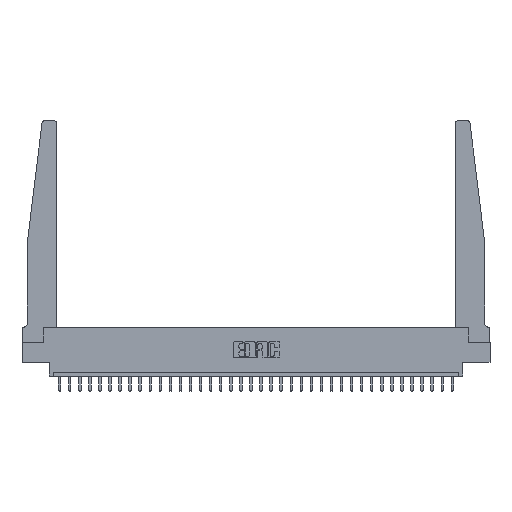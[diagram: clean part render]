
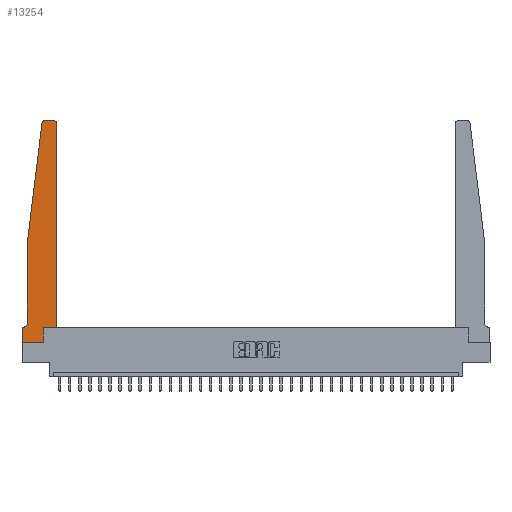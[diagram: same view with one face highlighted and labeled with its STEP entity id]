
A CAD part, top view. The second image highlights one B-rep face of the part: STEP entity #13254.
In plain terms, the highlighted planar face has unit normal (0, 0, 1).
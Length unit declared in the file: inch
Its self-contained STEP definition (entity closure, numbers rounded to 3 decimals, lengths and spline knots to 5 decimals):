
#259 = VECTOR ( 'NONE', #22382, 39.37008 ) ;
#865 = CARTESIAN_POINT ( 'NONE',  ( 0., 0.1875, 0.37 ) ) ;
#1360 = DIRECTION ( 'NONE',  ( -1., 0., 0. ) ) ;
#1385 = ORIENTED_EDGE ( 'NONE', *, *, #20258, .T. ) ;
#1413 = CARTESIAN_POINT ( 'NONE',  ( 0.395, 2.72, 0.37 ) ) ;
#1428 = VERTEX_POINT ( 'NONE', #27680 ) ;
#1651 = LINE ( 'NONE', #20480, #29350 ) ;
#1798 = VECTOR ( 'NONE', #1360, 39.37008 ) ;
#2273 = EDGE_CURVE ( 'NONE', #26226, #17014, #18257, .T. ) ;
#3323 = ORIENTED_EDGE ( 'NONE', *, *, #13809, .T. ) ;
#3531 = DIRECTION ( 'NONE',  ( 0., -1., 0. ) ) ;
#3886 = CARTESIAN_POINT ( 'NONE',  ( 0.24675, 2.72367, 0.37 ) ) ;
#4226 = DIRECTION ( 'NONE',  ( 0., 0., -1. ) ) ;
#4575 = LINE ( 'NONE', #13973, #11051 ) ;
#5560 = LINE ( 'NONE', #15114, #259 ) ;
#6146 = AXIS2_PLACEMENT_3D ( 'NONE', #1413, #20241, #8656 ) ;
#6314 = CARTESIAN_POINT ( 'NONE',  ( 0.065, 1.25, 0.37 ) ) ;
#6468 = LINE ( 'NONE', #6314, #9260 ) ;
#6836 = DIRECTION ( 'NONE',  ( -1., 0., 0. ) ) ;
#7043 = DIRECTION ( 'NONE',  ( 0., 1., 0. ) ) ;
#7253 = ORIENTED_EDGE ( 'NONE', *, *, #2273, .T. ) ;
#7319 = VERTEX_POINT ( 'NONE', #20116 ) ;
#7544 = EDGE_CURVE ( 'NONE', #16789, #7763, #25217, .T. ) ;
#7644 = EDGE_CURVE ( 'NONE', #11740, #7319, #20519, .T. ) ;
#7763 = VERTEX_POINT ( 'NONE', #20443 ) ;
#8656 = DIRECTION ( 'NONE',  ( 1., 0., 0. ) ) ;
#8931 = ORIENTED_EDGE ( 'NONE', *, *, #20154, .T. ) ;
#9260 = VECTOR ( 'NONE', #25755, 39.37008 ) ;
#9840 = ORIENTED_EDGE ( 'NONE', *, *, #7544, .T. ) ;
#10639 = ORIENTED_EDGE ( 'NONE', *, *, #7644, .T. ) ;
#11051 = VECTOR ( 'NONE', #7043, 39.37008 ) ;
#11535 = EDGE_CURVE ( 'NONE', #7763, #12157, #16912, .T. ) ;
#11624 = LINE ( 'NONE', #30060, #22926 ) ;
#11740 = VERTEX_POINT ( 'NONE', #20123 ) ;
#11882 = VECTOR ( 'NONE', #18367, 39.37008 ) ;
#12157 = VERTEX_POINT ( 'NONE', #3886 ) ;
#12827 = DIRECTION ( 'NONE',  ( 0., 0., 1. ) ) ;
#13254 = ADVANCED_FACE ( 'NONE', ( #17012 ), #21656, .T. ) ;
#13397 = EDGE_CURVE ( 'NONE', #17750, #16789, #19437, .T. ) ;
#13809 = EDGE_CURVE ( 'NONE', #7319, #17750, #5560, .T. ) ;
#13916 = CARTESIAN_POINT ( 'NONE',  ( 0.25, 2.75, 0.37 ) ) ;
#13973 = CARTESIAN_POINT ( 'NONE',  ( 0.2605, 0.18, 0.37 ) ) ;
#14683 = DIRECTION ( 'NONE',  ( 1., 0., 0. ) ) ;
#14763 = CARTESIAN_POINT ( 'NONE',  ( 0., 0., 0.37 ) ) ;
#14901 = CARTESIAN_POINT ( 'NONE',  ( 0.015, 0.1875, 0.37 ) ) ;
#15104 = CARTESIAN_POINT ( 'NONE',  ( 0., 0., 0.37 ) ) ;
#15114 = CARTESIAN_POINT ( 'NONE',  ( 0.425, 0.18, 0.37 ) ) ;
#16466 = CARTESIAN_POINT ( 'NONE',  ( 0.395, 2.75, 0.37 ) ) ;
#16486 = AXIS2_PLACEMENT_3D ( 'NONE', #28632, #21953, #14683 ) ;
#16789 = VERTEX_POINT ( 'NONE', #16466 ) ;
#16912 = CIRCLE ( 'NONE', #17912, 0.03 ) ;
#17012 = FACE_OUTER_BOUND ( 'NONE', #23495, .T. ) ;
#17014 = VERTEX_POINT ( 'NONE', #14901 ) ;
#17619 = DIRECTION ( 'NONE',  ( 1., 0., 0. ) ) ;
#17750 = VERTEX_POINT ( 'NONE', #21186 ) ;
#17912 = AXIS2_PLACEMENT_3D ( 'NONE', #22102, #12827, #17619 ) ;
#18257 = CIRCLE ( 'NONE', #28641, 0.05 ) ;
#18367 = DIRECTION ( 'NONE',  ( 1., 0., 0. ) ) ;
#18414 = EDGE_CURVE ( 'NONE', #23858, #28940, #27179, .T. ) ;
#18726 = DIRECTION ( 'NONE',  ( -1., 0., 0. ) ) ;
#18880 = VECTOR ( 'NONE', #3531, 39.37008 ) ;
#19115 = ORIENTED_EDGE ( 'NONE', *, *, #27660, .T. ) ;
#19437 = CIRCLE ( 'NONE', #6146, 0.03 ) ;
#20116 = CARTESIAN_POINT ( 'NONE',  ( 0.425, 0.18, 0.37 ) ) ;
#20123 = CARTESIAN_POINT ( 'NONE',  ( 0.2605, 0.18, 0.37 ) ) ;
#20154 = EDGE_CURVE ( 'NONE', #28608, #26226, #1651, .T. ) ;
#20241 = DIRECTION ( 'NONE',  ( 0., 0., 1. ) ) ;
#20258 = EDGE_CURVE ( 'NONE', #1428, #11740, #4575, .T. ) ;
#20443 = CARTESIAN_POINT ( 'NONE',  ( 0.27653, 2.75, 0.37 ) ) ;
#20480 = CARTESIAN_POINT ( 'NONE',  ( 0.065, 1.25, 0.37 ) ) ;
#20519 = LINE ( 'NONE', #23302, #11882 ) ;
#20692 = EDGE_CURVE ( 'NONE', #28940, #1428, #11624, .T. ) ;
#21186 = CARTESIAN_POINT ( 'NONE',  ( 0.425, 2.72, 0.37 ) ) ;
#21656 = PLANE ( 'NONE',  #16486 ) ;
#21953 = DIRECTION ( 'NONE',  ( 0., 0., 1. ) ) ;
#22102 = CARTESIAN_POINT ( 'NONE',  ( 0.27653, 2.72, 0.37 ) ) ;
#22382 = DIRECTION ( 'NONE',  ( 0., 1., 0. ) ) ;
#22926 = VECTOR ( 'NONE', #22927, 39.37008 ) ;
#22927 = DIRECTION ( 'NONE',  ( 1., 0., 0. ) ) ;
#23233 = VECTOR ( 'NONE', #6836, 39.37008 ) ;
#23301 = ORIENTED_EDGE ( 'NONE', *, *, #18414, .T. ) ;
#23302 = CARTESIAN_POINT ( 'NONE',  ( 0.425, 0.18, 0.37 ) ) ;
#23495 = EDGE_LOOP ( 'NONE', ( #9840, #27956, #19115, #8931, #7253, #26795, #23301, #24195, #1385, #10639, #3323, #26544 ) ) ;
#23858 = VERTEX_POINT ( 'NONE', #865 ) ;
#24195 = ORIENTED_EDGE ( 'NONE', *, *, #20692, .T. ) ;
#24339 = CARTESIAN_POINT ( 'NONE',  ( 0.065, 0.2375, 0.37 ) ) ;
#24531 = LINE ( 'NONE', #24984, #1798 ) ;
#24636 = EDGE_CURVE ( 'NONE', #17014, #23858, #24531, .T. ) ;
#24841 = CARTESIAN_POINT ( 'NONE',  ( 0.065, 1.25, 0.37 ) ) ;
#24984 = CARTESIAN_POINT ( 'NONE',  ( 0.065, 0.1875, 0.37 ) ) ;
#25217 = LINE ( 'NONE', #13916, #23233 ) ;
#25755 = DIRECTION ( 'NONE',  ( -0.122, -0.992, 0. ) ) ;
#26226 = VERTEX_POINT ( 'NONE', #24339 ) ;
#26544 = ORIENTED_EDGE ( 'NONE', *, *, #13397, .T. ) ;
#26795 = ORIENTED_EDGE ( 'NONE', *, *, #24636, .T. ) ;
#27179 = LINE ( 'NONE', #15104, #18880 ) ;
#27660 = EDGE_CURVE ( 'NONE', #12157, #28608, #6468, .T. ) ;
#27680 = CARTESIAN_POINT ( 'NONE',  ( 0.2605, 0., 0.37 ) ) ;
#27956 = ORIENTED_EDGE ( 'NONE', *, *, #11535, .T. ) ;
#28170 = CARTESIAN_POINT ( 'NONE',  ( 0.015, 0.2375, 0.37 ) ) ;
#28608 = VERTEX_POINT ( 'NONE', #24841 ) ;
#28632 = CARTESIAN_POINT ( 'NONE',  ( 0., 0.1875, 0.37 ) ) ;
#28641 = AXIS2_PLACEMENT_3D ( 'NONE', #28170, #4226, #18726 ) ;
#28940 = VERTEX_POINT ( 'NONE', #14763 ) ;
#29350 = VECTOR ( 'NONE', #29944, 39.37008 ) ;
#29944 = DIRECTION ( 'NONE',  ( 0., -1., 0. ) ) ;
#30060 = CARTESIAN_POINT ( 'NONE',  ( 0., 0., 0.37 ) ) ;
